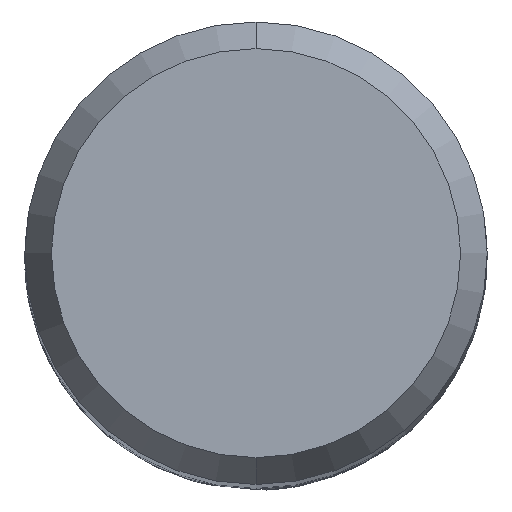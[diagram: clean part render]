
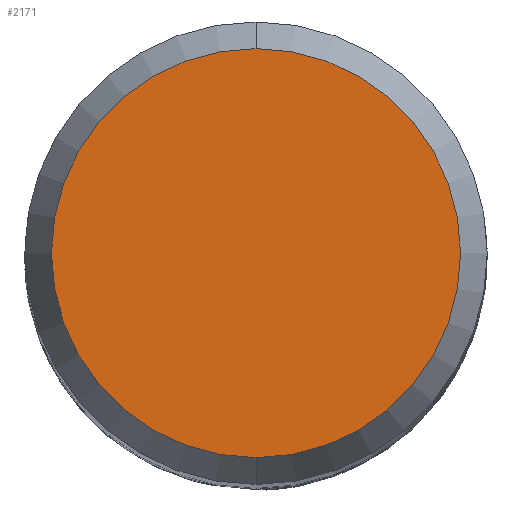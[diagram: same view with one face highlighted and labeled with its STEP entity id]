
A CAD part, top view. The second image highlights one B-rep face of the part: STEP entity #2171.
In plain terms, the highlighted planar face has unit normal (0, 0, 1).
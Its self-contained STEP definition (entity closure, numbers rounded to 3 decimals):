
#935=EDGE_CURVE('',#1733,#1071,#2426,.T.);
#1051=EDGE_CURVE('',#1071,#1733,#2551,.T.);
#1071=VERTEX_POINT('',#2572);
#1733=VERTEX_POINT('',#3288);
#2171=ADVANCED_FACE('',(#3769),#3770,.T.);
#2426=CIRCLE('',#4604,3.538);
#2551=CIRCLE('',#5885,3.538);
#2572=CARTESIAN_POINT('',(0.0,3.538,0.0));
#3288=CARTESIAN_POINT('',(0.,-3.538,0.0));
#3769=FACE_OUTER_BOUND('',#15429,.T.);
#3770=PLANE('',#15430);
#4604=AXIS2_PLACEMENT_3D('',#16197,#16198,#16199);
#5885=AXIS2_PLACEMENT_3D('',#16318,#16319,#16320);
#15429=EDGE_LOOP('',(#17628,#17629));
#15430=AXIS2_PLACEMENT_3D('',#17630,#17631,#17632);
#16197=CARTESIAN_POINT('',(0.0,0.0,0.0));
#16198=DIRECTION('',(0.0,0.0,-1.0));
#16199=DIRECTION('',(0.0,1.0,0.0));
#16318=CARTESIAN_POINT('',(0.0,0.0,0.0));
#16319=DIRECTION('',(0.0,0.0,-1.0));
#16320=DIRECTION('',(0.0,1.0,0.0));
#17628=ORIENTED_EDGE('',*,*,#1051,.F.);
#17629=ORIENTED_EDGE('',*,*,#935,.F.);
#17630=CARTESIAN_POINT('',(0.0,1.769,0.0));
#17631=DIRECTION('',(-0.0,0.0,1.0));
#17632=DIRECTION('',(0.0,-1.0,0.0));
